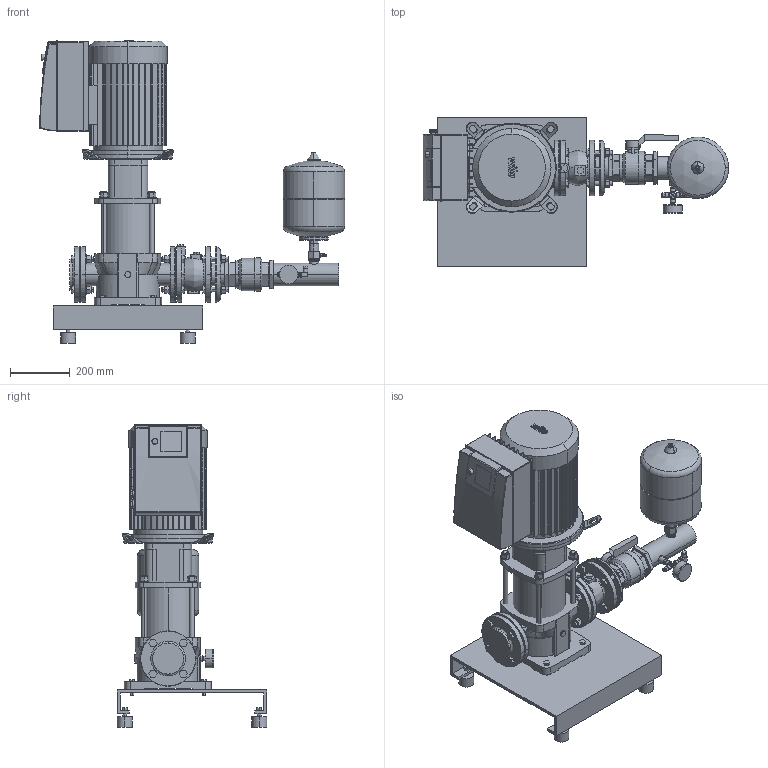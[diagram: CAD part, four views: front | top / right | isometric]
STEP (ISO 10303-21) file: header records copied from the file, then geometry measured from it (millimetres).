
FILE_DESCRIPTION((''),'2;1');
FILE_NAME('3d_SiBoostSmart1HelixVE3602-7_5-2540879.stp','2015-08-24T10:46:31',(''),(''),'Mechanical Desktop 2009','Mechanical Desktop 2009',', , ');
FILE_SCHEMA(('CONFIG_CONTROL_DESIGN'));
Length unit declared in the file: millimetre
Products named in the file (1): Product
Bounding box: 1021 x 500 x 1012.2 mm (x, y, z)
Volume: 61071907.6 mm3; surface area: 3997658.7 mm2
Topology: 63 solids, 63 shells, 1902 faces, 4703 edges, 3029 vertices
Faces by surface type: plane 615, bspline 583, cylinder 517, torus 97, cone 72, sphere 18
Entity records: 65196 total; most frequent: CARTESIAN_POINT 20857, ORIENTED_EDGE 9366, DIRECTION 8854, EDGE_CURVE 4683, AXIS2_PLACEMENT_3D 3105, VERTEX_POINT 3029, VECTOR 2644, LINE 2644
